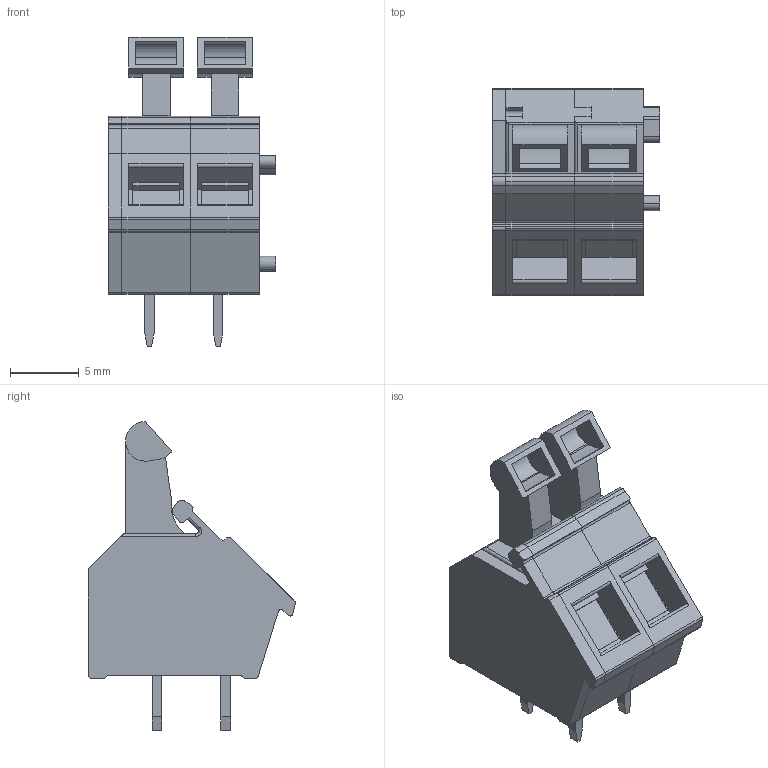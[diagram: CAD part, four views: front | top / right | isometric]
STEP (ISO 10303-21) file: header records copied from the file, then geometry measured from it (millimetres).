
FILE_DESCRIPTION (( 'STEP AP214' ), '1' );
FILE_NAME ('CONN-TH_P5.00_KF243-5.0-2P.step', '2022-08-02T18:41:24', ( '' ), ( '' ), 'SwSTEP 2.0', 'SolidWorks 2020', '' );
FILE_SCHEMA (( 'AUTOMOTIVE_DESIGN' ));
Length unit declared in the file: millimetre
Products named in the file (1): CONN-TH_P5.00_KF243-5.0-2P
Bounding box: 12.2 x 15.08 x 22.5 mm (x, y, z)
Volume: 1496.1 mm3; surface area: 1828.2 mm2
Topology: 16 solids, 16 shells, 683 faces, 1848 edges, 1228 vertices
Faces by surface type: plane 401, bspline 146, cylinder 134, torus 2
Entity records: 30224 total; most frequent: CARTESIAN_POINT 7388, ORIENTED_EDGE 3696, DIRECTION 2886, EDGE_CURVE 1848, VECTOR 1282, LINE 1282, VERTEX_POINT 1228, AXIS2_PLACEMENT_3D 802
